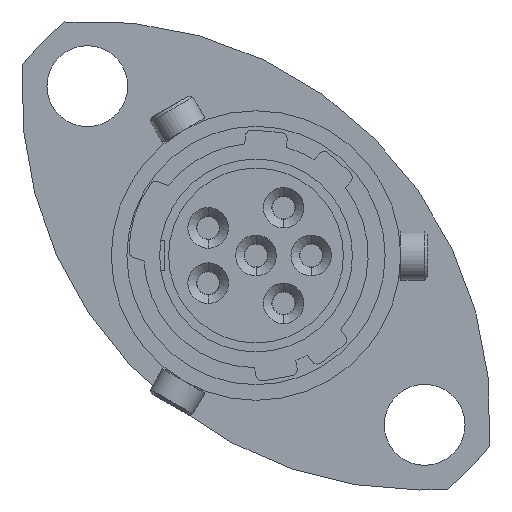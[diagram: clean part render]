
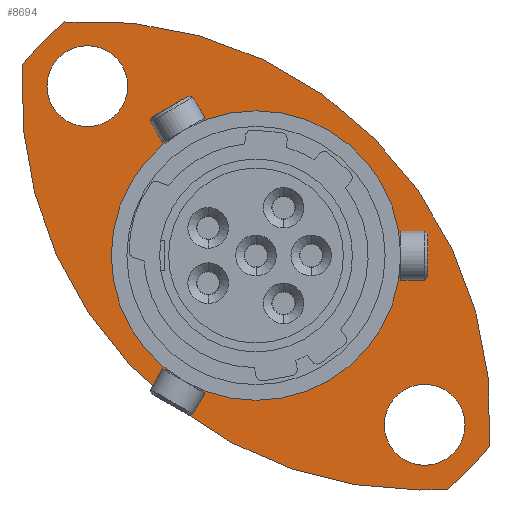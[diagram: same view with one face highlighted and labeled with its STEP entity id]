
A CAD part, left-side view. The second image highlights one B-rep face of the part: STEP entity #8694.
In plain terms, the highlighted planar face has unit normal (-1, 0, 0).
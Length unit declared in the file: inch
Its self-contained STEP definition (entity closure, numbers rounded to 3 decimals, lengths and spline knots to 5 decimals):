
#427 = EDGE_CURVE ( 'NONE', #1162, #1161, #7291, .T. ) ;
#451 = EDGE_CURVE ( 'NONE', #1136, #1130, #7329, .T. ) ;
#456 = EDGE_CURVE ( 'NONE', #1129, #1127, #7340, .T. ) ;
#460 = EDGE_CURVE ( 'NONE', #1133, #2529, #7346, .T. ) ;
#482 = EDGE_CURVE ( 'NONE', #2490, #1130, #7377, .T. ) ;
#486 = EDGE_CURVE ( 'NONE', #2490, #2492, #7383, .T. ) ;
#493 = EDGE_CURVE ( 'NONE', #2488, #2492, #7397, .T. ) ;
#501 = EDGE_CURVE ( 'NONE', #2488, #1136, #7412, .T. ) ;
#532 = EDGE_CURVE ( 'NONE', #1161, #1162, #7451, .T. ) ;
#535 = EDGE_CURVE ( 'NONE', #1127, #1129, #7450, .T. ) ;
#541 = EDGE_CURVE ( 'NONE', #2529, #1133, #7465, .T. ) ;
#1127 = VERTEX_POINT ( 'NONE', #14074 ) ;
#1129 = VERTEX_POINT ( 'NONE', #14076 ) ;
#1130 = VERTEX_POINT ( 'NONE', #14077 ) ;
#1133 = VERTEX_POINT ( 'NONE', #14080 ) ;
#1136 = VERTEX_POINT ( 'NONE', #14083 ) ;
#1161 = VERTEX_POINT ( 'NONE', #14108 ) ;
#1162 = VERTEX_POINT ( 'NONE', #14109 ) ;
#2103 = FACE_BOUND ( 'NONE', #10100, .T. ) ;
#2118 = PLANE ( 'NONE',  #6506 ) ;
#2119 = FACE_BOUND ( 'NONE', #10117, .T. ) ;
#2122 = FACE_BOUND ( 'NONE', #10127, .T. ) ;
#2124 = FACE_OUTER_BOUND ( 'NONE', #10089, .T. ) ;
#2134 = CARTESIAN_POINT ( 'NONE',  ( 0.44331, 0.23602, 0. ) ) ;
#2135 = DIRECTION ( 'NONE',  ( -1., 0., 0. ) ) ;
#2136 = DIRECTION ( 'NONE',  ( 0., 0., 1. ) ) ;
#2488 = VERTEX_POINT ( 'NONE', #14170 ) ;
#2490 = VERTEX_POINT ( 'NONE', #14172 ) ;
#2492 = VERTEX_POINT ( 'NONE', #14174 ) ;
#2529 = VERTEX_POINT ( 'NONE', #14211 ) ;
#6506 = AXIS2_PLACEMENT_3D ( 'NONE', #2134, #2135, #2136 ) ;
#7291 = CIRCLE ( 'NONE', #7296, 0.23602 ) ;
#7296 = AXIS2_PLACEMENT_3D ( 'NONE', #14779, #14780, #14781 ) ;
#7329 = CIRCLE ( 'NONE', #7334, 0.64961 ) ;
#7334 = AXIS2_PLACEMENT_3D ( 'NONE', #14851, #14852, #14853 ) ;
#7340 = CIRCLE ( 'NONE', #7342, 0.06594 ) ;
#7342 = AXIS2_PLACEMENT_3D ( 'NONE', #14867, #14868, #14869 ) ;
#7346 = CIRCLE ( 'NONE', #7348, 0.06594 ) ;
#7348 = AXIS2_PLACEMENT_3D ( 'NONE', #14878, #14879, #14880 ) ;
#7377 = CIRCLE ( 'NONE', #7381, 0.49213 ) ;
#7381 = AXIS2_PLACEMENT_3D ( 'NONE', #14944, #14945, #14946 ) ;
#7383 = CIRCLE ( 'NONE', #7388, 0.64961 ) ;
#7388 = AXIS2_PLACEMENT_3D ( 'NONE', #14956, #14957, #14958 ) ;
#7397 = CIRCLE ( 'NONE', #7399, 0.49213 ) ;
#7399 = AXIS2_PLACEMENT_3D ( 'NONE', #14975, #14976, #14977 ) ;
#7412 = CIRCLE ( 'NONE', #7415, 0.64961 ) ;
#7415 = AXIS2_PLACEMENT_3D ( 'NONE', #14999, #15000, #15001 ) ;
#7450 = CIRCLE ( 'NONE', #7458, 0.06594 ) ;
#7451 = CIRCLE ( 'NONE', #7453, 0.23602 ) ;
#7453 = AXIS2_PLACEMENT_3D ( 'NONE', #9017, #9018, #9019 ) ;
#7458 = AXIS2_PLACEMENT_3D ( 'NONE', #9024, #9025, #9026 ) ;
#7465 = CIRCLE ( 'NONE', #7470, 0.06594 ) ;
#7470 = AXIS2_PLACEMENT_3D ( 'NONE', #9044, #9045, #9046 ) ;
#8694 = ADVANCED_FACE ( 'NONE', ( #2119, #2103, #2122, #2124 ), #2118, .T. ) ;
#9017 = CARTESIAN_POINT ( 'NONE',  ( 0.44331, 0., 0. ) ) ;
#9018 = DIRECTION ( 'NONE',  ( 1., 0., 0. ) ) ;
#9019 = DIRECTION ( 'NONE',  ( 0., 0., -1. ) ) ;
#9024 = CARTESIAN_POINT ( 'NONE',  ( 0.44331, 0.275, 0.27621 ) ) ;
#9025 = DIRECTION ( 'NONE',  ( -1., 0., 0. ) ) ;
#9026 = DIRECTION ( 'NONE',  ( 0., 0., 1. ) ) ;
#9044 = CARTESIAN_POINT ( 'NONE',  ( 0.44331, -0.275, -0.27621 ) ) ;
#9045 = DIRECTION ( 'NONE',  ( -1., 0., 0. ) ) ;
#9046 = DIRECTION ( 'NONE',  ( 0., 0., 1. ) ) ;
#9518 = ORIENTED_EDGE ( 'NONE', *, *, #451, .T. ) ;
#9520 = ORIENTED_EDGE ( 'NONE', *, *, #493, .F. ) ;
#9521 = ORIENTED_EDGE ( 'NONE', *, *, #501, .T. ) ;
#9522 = ORIENTED_EDGE ( 'NONE', *, *, #482, .F. ) ;
#9523 = ORIENTED_EDGE ( 'NONE', *, *, #486, .T. ) ;
#9524 = ORIENTED_EDGE ( 'NONE', *, *, #427, .T. ) ;
#9525 = ORIENTED_EDGE ( 'NONE', *, *, #532, .T. ) ;
#9526 = ORIENTED_EDGE ( 'NONE', *, *, #456, .F. ) ;
#9527 = ORIENTED_EDGE ( 'NONE', *, *, #535, .F. ) ;
#9528 = ORIENTED_EDGE ( 'NONE', *, *, #460, .F. ) ;
#9529 = ORIENTED_EDGE ( 'NONE', *, *, #541, .F. ) ;
#10089 = EDGE_LOOP ( 'NONE', ( #9522, #9523, #9520, #9521, #9518 ) ) ;
#10100 = EDGE_LOOP ( 'NONE', ( #9526, #9527 ) ) ;
#10117 = EDGE_LOOP ( 'NONE', ( #9528, #9529 ) ) ;
#10127 = EDGE_LOOP ( 'NONE', ( #9524, #9525 ) ) ;
#14074 = CARTESIAN_POINT ( 'NONE',  ( 0.44331, 0.275, 0.34216 ) ) ;
#14076 = CARTESIAN_POINT ( 'NONE',  ( 0.44331, 0.275, 0.21027 ) ) ;
#14077 = CARTESIAN_POINT ( 'NONE',  ( 0.44331, -0.3117, -0.38083 ) ) ;
#14080 = CARTESIAN_POINT ( 'NONE',  ( 0.44331, -0.275, -0.34216 ) ) ;
#14083 = CARTESIAN_POINT ( 'NONE',  ( 0.44331, -0.26725, -0.38235 ) ) ;
#14108 = CARTESIAN_POINT ( 'NONE',  ( 0.44331, 0., 0.23602 ) ) ;
#14109 = CARTESIAN_POINT ( 'NONE',  ( 0.44331, 0., -0.23602 ) ) ;
#14170 = CARTESIAN_POINT ( 'NONE',  ( 0.44331, 0.38083, 0.3117 ) ) ;
#14172 = CARTESIAN_POINT ( 'NONE',  ( 0.44331, -0.38083, -0.3117 ) ) ;
#14174 = CARTESIAN_POINT ( 'NONE',  ( 0.44331, 0.3117, 0.38083 ) ) ;
#14211 = CARTESIAN_POINT ( 'NONE',  ( 0.44331, -0.275, -0.21027 ) ) ;
#14779 = CARTESIAN_POINT ( 'NONE',  ( 0.44331, 0., 0. ) ) ;
#14780 = DIRECTION ( 'NONE',  ( 1., 0., 0. ) ) ;
#14781 = DIRECTION ( 'NONE',  ( 0., 0., -1. ) ) ;
#14851 = CARTESIAN_POINT ( 'NONE',  ( 0.44331, -0.26725, 0.26725 ) ) ;
#14852 = DIRECTION ( 'NONE',  ( -1., 0., 0. ) ) ;
#14853 = DIRECTION ( 'NONE',  ( 0., 0., 1. ) ) ;
#14867 = CARTESIAN_POINT ( 'NONE',  ( 0.44331, 0.275, 0.27621 ) ) ;
#14868 = DIRECTION ( 'NONE',  ( -1., 0., 0. ) ) ;
#14869 = DIRECTION ( 'NONE',  ( 0., 0., 1. ) ) ;
#14878 = CARTESIAN_POINT ( 'NONE',  ( 0.44331, -0.275, -0.27621 ) ) ;
#14879 = DIRECTION ( 'NONE',  ( -1., 0., 0. ) ) ;
#14880 = DIRECTION ( 'NONE',  ( 0., 0., 1. ) ) ;
#14944 = CARTESIAN_POINT ( 'NONE',  ( 0.44331, 0., 0. ) ) ;
#14945 = DIRECTION ( 'NONE',  ( 1., 0., 0. ) ) ;
#14946 = DIRECTION ( 'NONE',  ( 0., 0., -1. ) ) ;
#14956 = CARTESIAN_POINT ( 'NONE',  ( 0.44331, 0.26725, -0.26725 ) ) ;
#14957 = DIRECTION ( 'NONE',  ( -1., 0., 0. ) ) ;
#14958 = DIRECTION ( 'NONE',  ( 0., 0., 1. ) ) ;
#14975 = CARTESIAN_POINT ( 'NONE',  ( 0.44331, 0., 0. ) ) ;
#14976 = DIRECTION ( 'NONE',  ( 1., 0., 0. ) ) ;
#14977 = DIRECTION ( 'NONE',  ( 0., 0., -1. ) ) ;
#14999 = CARTESIAN_POINT ( 'NONE',  ( 0.44331, -0.26725, 0.26725 ) ) ;
#15000 = DIRECTION ( 'NONE',  ( -1., 0., 0. ) ) ;
#15001 = DIRECTION ( 'NONE',  ( 0., 0., 1. ) ) ;
